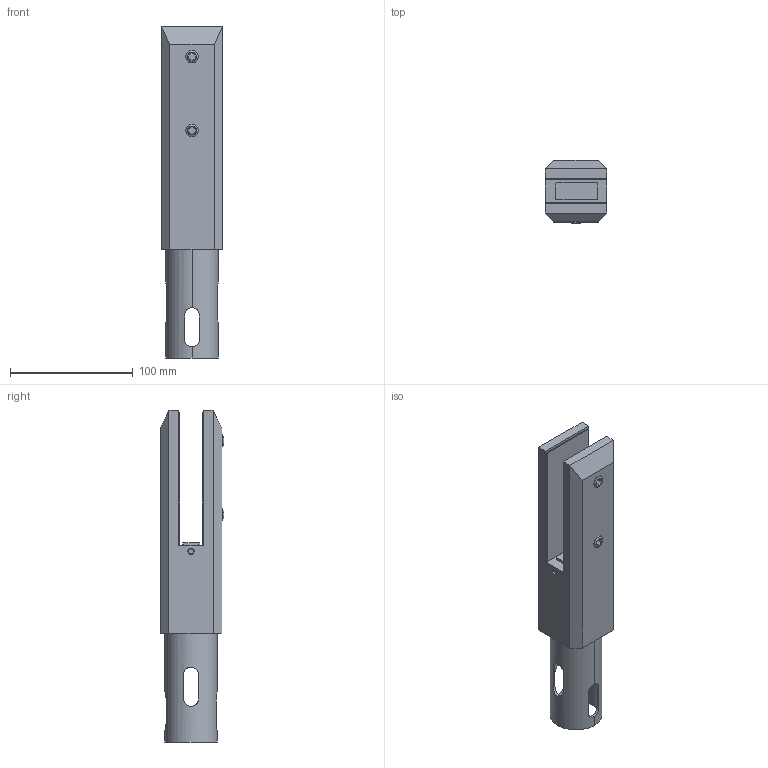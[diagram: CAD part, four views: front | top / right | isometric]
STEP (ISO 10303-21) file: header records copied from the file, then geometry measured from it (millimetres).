
FILE_DESCRIPTION (( 'STEP AP214' ), '1' );
FILE_NAME ('A22_6230-000.STEP', '2025-04-15T12:27:14', ( '' ), ( '' ), 'SwSTEP 2.0', 'SolidWorks 2019', '' );
FILE_SCHEMA (( 'AUTOMOTIVE_DESIGN' ));
Length unit declared in the file: millimetre
Products named in the file (10): A22_6230-000.P7; A22_6230-000.P6; A22_6230-000.P4; A22_6230-000.P2; A22_6230-000; A22_6230-000.P3; Skrutka DIN 913_SKRUTKA M 6X12; A22_6230-000.P1; kruzok 32x2_KRUZOK  32x2; Skrutka DIN 913_SKRUTKA M10X12
Assembly tree (13 placements, depth 3):
  A22_6230-000
    A22_6230-000.P7
      A22_6230-000.P1
      A22_6230-000.P2
    A22_6230-000.P3  x2
    A22_6230-000.P6
    Skrutka DIN 913_SKRUTKA M10X12  x2
    Skrutka DIN 913_SKRUTKA M 6X12
    A22_6230-000.P4  x2
    kruzok 32x2_KRUZOK  32x2  x2
Bounding box: 50 x 51.6 x 270 mm (x, y, z)
Volume: 253774.4 mm3; surface area: 122979.9 mm2
Topology: 12 solids, 12 shells, 264 faces, 615 edges, 378 vertices
Faces by surface type: plane 111, cylinder 101, torus 32, cone 16, sphere 2, bspline 2
Entity records: 7587 total; most frequent: CARTESIAN_POINT 1842, DIRECTION 1159, ORIENTED_EDGE 1046, EDGE_CURVE 523, AXIS2_PLACEMENT_3D 430, VERTEX_POINT 325, VECTOR 299, LINE 299
